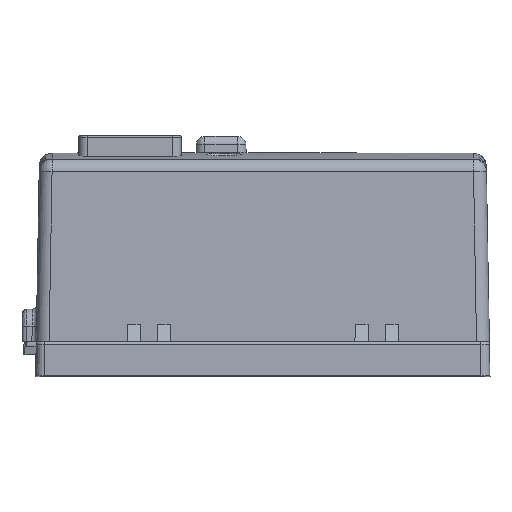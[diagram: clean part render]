
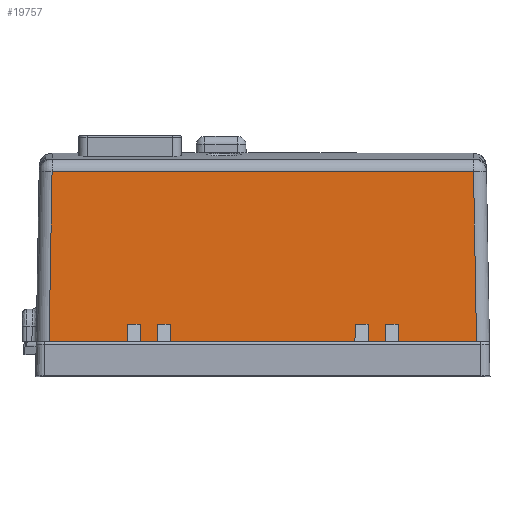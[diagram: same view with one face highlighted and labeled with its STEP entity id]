
A CAD part, top view. The second image highlights one B-rep face of the part: STEP entity #19757.
In plain terms, the highlighted face is planar.
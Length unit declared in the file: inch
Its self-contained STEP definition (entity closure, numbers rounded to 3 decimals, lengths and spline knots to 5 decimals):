
#2599=FACE_OUTER_BOUND('',#3806,.T.);
#3806=EDGE_LOOP('',(#16998,#16999,#17000,#17001));
#5426=LINE('',#39343,#7247);
#5514=LINE('',#40148,#7335);
#5515=LINE('',#40150,#7336);
#5516=LINE('',#40151,#7337);
#7247=VECTOR('',#26109,1.92955);
#7335=VECTOR('',#26321,0.7784);
#7336=VECTOR('',#26322,0.7784);
#7337=VECTOR('',#26323,1.95671);
#9099=VERTEX_POINT('',#39339);
#9100=VERTEX_POINT('',#39341);
#9175=VERTEX_POINT('',#40147);
#9176=VERTEX_POINT('',#40149);
#11720=EDGE_CURVE('',#9100,#9099,#5426,.T.);
#11842=EDGE_CURVE('',#9099,#9175,#5514,.T.);
#11843=EDGE_CURVE('',#9176,#9100,#5515,.T.);
#11844=EDGE_CURVE('',#9175,#9176,#5516,.T.);
#16998=ORIENTED_EDGE('',*,*,#11842,.F.);
#16999=ORIENTED_EDGE('',*,*,#11720,.F.);
#17000=ORIENTED_EDGE('',*,*,#11843,.F.);
#17001=ORIENTED_EDGE('',*,*,#11844,.F.);
#18522=PLANE('',#21565);
#19757=ADVANCED_FACE('',(#2599),#18522,.T.);
#21565=AXIS2_PLACEMENT_3D('',#40146,#26319,#26320);
#26109=DIRECTION('',(0.,0.,1.));
#26319=DIRECTION('center_axis',(-1.,0.017,0.));
#26320=DIRECTION('ref_axis',(0.,0.,1.));
#26321=DIRECTION('',(-0.017,-1.,0.017));
#26322=DIRECTION('',(0.017,1.,0.017));
#26323=DIRECTION('',(0.,0.,-1.));
#39339=CARTESIAN_POINT('',(-0.52776,0.77817,0.96477));
#39341=CARTESIAN_POINT('',(-0.52776,0.77817,-0.96477));
#39343=CARTESIAN_POINT('',(-0.52776,0.77817,-0.96477));
#40146=CARTESIAN_POINT('Origin',(-0.54134,0.,-1.06735));
#40147=CARTESIAN_POINT('',(-0.54134,0.,0.97836));
#40148=CARTESIAN_POINT('',(-0.52776,0.77817,0.96477));
#40149=CARTESIAN_POINT('',(-0.54134,0.,-0.97836));
#40150=CARTESIAN_POINT('',(-0.54134,0.,-0.97836));
#40151=CARTESIAN_POINT('',(-0.54134,0.,0.97836));
